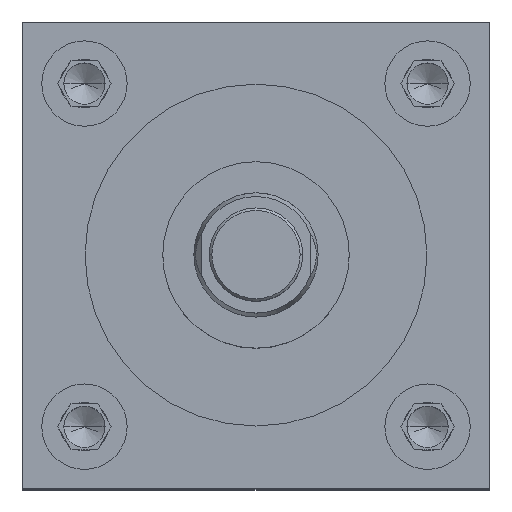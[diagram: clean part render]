
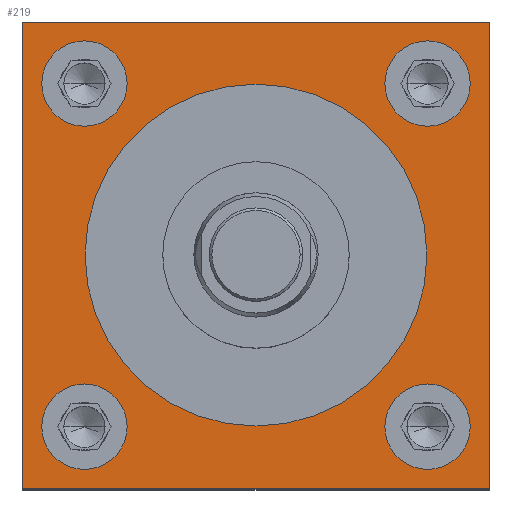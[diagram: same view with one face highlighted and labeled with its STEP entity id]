
A CAD part, top view. The second image highlights one B-rep face of the part: STEP entity #219.
In plain terms, the highlighted planar face has unit normal (0, 0, 1).
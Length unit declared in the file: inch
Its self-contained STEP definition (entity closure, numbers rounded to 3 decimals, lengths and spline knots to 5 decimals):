
#33 = CIRCLE ( 'NONE', #1832, 0.3435 ) ;
#45 = EDGE_CURVE ( 'NONE', #922, #2043, #1178, .T. ) ;
#46 = DIRECTION ( 'NONE',  ( 1., 0., 0. ) ) ;
#105 = ORIENTED_EDGE ( 'NONE', *, *, #5994, .F. ) ;
#126 = LINE ( 'NONE', #1915, #773 ) ;
#148 = AXIS2_PLACEMENT_3D ( 'NONE', #5694, #4748, #1357 ) ;
#149 = DIRECTION ( 'NONE',  ( 1., 0., 0. ) ) ;
#211 = EDGE_CURVE ( 'NONE', #2079, #3639, #4485, .T. ) ;
#219 = ADVANCED_FACE ( 'NONE', ( #6228, #5335, #6195, #1872, #1927, #2406 ), #3793, .F. ) ;
#231 = VERTEX_POINT ( 'NONE', #3823 ) ;
#236 = CARTESIAN_POINT ( 'NONE',  ( 1.38, -1.38, 8.25 ) ) ;
#242 = EDGE_CURVE ( 'NONE', #2137, #5341, #3284, .T. ) ;
#280 = VECTOR ( 'NONE', #692, 39.37008 ) ;
#359 = VERTEX_POINT ( 'NONE', #4496 ) ;
#360 = CIRCLE ( 'NONE', #4488, 0.3435 ) ;
#377 = ORIENTED_EDGE ( 'NONE', *, *, #3715, .T. ) ;
#537 = DIRECTION ( 'NONE',  ( 0., 1., 0. ) ) ;
#545 = CIRCLE ( 'NONE', #148, 0.3435 ) ;
#547 = DIRECTION ( 'NONE',  ( 0., 0., -1. ) ) ;
#692 = DIRECTION ( 'NONE',  ( -1., 0., 0. ) ) ;
#773 = VECTOR ( 'NONE', #537, 39.37008 ) ;
#873 = DIRECTION ( 'NONE',  ( 0., 0., 1. ) ) ;
#912 = DIRECTION ( 'NONE',  ( 0., 0., 1. ) ) ;
#922 = VERTEX_POINT ( 'NONE', #6168 ) ;
#954 = CIRCLE ( 'NONE', #4503, 0.3435 ) ;
#1018 = VECTOR ( 'NONE', #1262, 39.37008 ) ;
#1022 = CARTESIAN_POINT ( 'NONE',  ( 0., 0., 8.25 ) ) ;
#1077 = EDGE_LOOP ( 'NONE', ( #6143, #5164 ) ) ;
#1178 = LINE ( 'NONE', #4523, #280 ) ;
#1185 = DIRECTION ( 'NONE',  ( 1., 0., 0. ) ) ;
#1262 = DIRECTION ( 'NONE',  ( 1., 0., 0. ) ) ;
#1306 = DIRECTION ( 'NONE',  ( 1., 0., 0. ) ) ;
#1357 = DIRECTION ( 'NONE',  ( 1., 0., 0. ) ) ;
#1361 = EDGE_LOOP ( 'NONE', ( #3675, #2883 ) ) ;
#1369 = CARTESIAN_POINT ( 'NONE',  ( -1.875, -1.875, 8.25 ) ) ;
#1422 = ORIENTED_EDGE ( 'NONE', *, *, #5336, .F. ) ;
#1457 = AXIS2_PLACEMENT_3D ( 'NONE', #5812, #912, #4365 ) ;
#1513 = EDGE_LOOP ( 'NONE', ( #3875, #1422 ) ) ;
#1558 = EDGE_CURVE ( 'NONE', #231, #3376, #33, .T. ) ;
#1832 = AXIS2_PLACEMENT_3D ( 'NONE', #4456, #4501, #149 ) ;
#1852 = AXIS2_PLACEMENT_3D ( 'NONE', #4872, #547, #1900 ) ;
#1872 = FACE_BOUND ( 'NONE', #1513, .T. ) ;
#1886 = ORIENTED_EDGE ( 'NONE', *, *, #5049, .F. ) ;
#1900 = DIRECTION ( 'NONE',  ( -1., 0., 0. ) ) ;
#1915 = CARTESIAN_POINT ( 'NONE',  ( 1.875, -1.875, 8.25 ) ) ;
#1927 = FACE_BOUND ( 'NONE', #3801, .T. ) ;
#1935 = CIRCLE ( 'NONE', #4567, 1.375 ) ;
#1947 = VERTEX_POINT ( 'NONE', #4665 ) ;
#2043 = VERTEX_POINT ( 'NONE', #6218 ) ;
#2079 = VERTEX_POINT ( 'NONE', #2892 ) ;
#2112 = ORIENTED_EDGE ( 'NONE', *, *, #3953, .T. ) ;
#2137 = VERTEX_POINT ( 'NONE', #3811 ) ;
#2242 = CARTESIAN_POINT ( 'NONE',  ( 0., 0., 8.25 ) ) ;
#2341 = DIRECTION ( 'NONE',  ( 0., 0., 1. ) ) ;
#2380 = CARTESIAN_POINT ( 'NONE',  ( -1.38, 1.38, 8.25 ) ) ;
#2405 = CARTESIAN_POINT ( 'NONE',  ( 1.7235, 1.38, 8.25 ) ) ;
#2406 = FACE_OUTER_BOUND ( 'NONE', #4409, .T. ) ;
#2461 = AXIS2_PLACEMENT_3D ( 'NONE', #2380, #2341, #3895 ) ;
#2561 = CIRCLE ( 'NONE', #2867, 0.3435 ) ;
#2592 = DIRECTION ( 'NONE',  ( 1., 0., 0. ) ) ;
#2843 = CARTESIAN_POINT ( 'NONE',  ( 1.38, 1.38, 8.25 ) ) ;
#2867 = AXIS2_PLACEMENT_3D ( 'NONE', #2843, #3695, #1306 ) ;
#2883 = ORIENTED_EDGE ( 'NONE', *, *, #5594, .F. ) ;
#2892 = CARTESIAN_POINT ( 'NONE',  ( -1.0365, 1.38, 8.25 ) ) ;
#3147 = EDGE_LOOP ( 'NONE', ( #4568, #1886 ) ) ;
#3229 = EDGE_CURVE ( 'NONE', #1947, #6108, #1935, .T. ) ;
#3257 = VECTOR ( 'NONE', #5782, 39.37008 ) ;
#3262 = LINE ( 'NONE', #5750, #3257 ) ;
#3284 = CIRCLE ( 'NONE', #1457, 0.3435 ) ;
#3351 = CARTESIAN_POINT ( 'NONE',  ( -1.375, 0., 8.25 ) ) ;
#3376 = VERTEX_POINT ( 'NONE', #4487 ) ;
#3476 = AXIS2_PLACEMENT_3D ( 'NONE', #236, #4522, #2592 ) ;
#3573 = EDGE_CURVE ( 'NONE', #359, #3981, #4760, .T. ) ;
#3639 = VERTEX_POINT ( 'NONE', #5636 ) ;
#3675 = ORIENTED_EDGE ( 'NONE', *, *, #4871, .F. ) ;
#3683 = ORIENTED_EDGE ( 'NONE', *, *, #3573, .T. ) ;
#3695 = DIRECTION ( 'NONE',  ( 0., 0., 1. ) ) ;
#3715 = EDGE_CURVE ( 'NONE', #3981, #922, #126, .T. ) ;
#3777 = ORIENTED_EDGE ( 'NONE', *, *, #3229, .F. ) ;
#3793 = PLANE ( 'NONE',  #1852 ) ;
#3801 = EDGE_LOOP ( 'NONE', ( #3777, #105 ) ) ;
#3811 = CARTESIAN_POINT ( 'NONE',  ( 1.7235, -1.38, 8.25 ) ) ;
#3823 = CARTESIAN_POINT ( 'NONE',  ( -1.7235, -1.38, 8.25 ) ) ;
#3862 = DIRECTION ( 'NONE',  ( 0., 0., 1. ) ) ;
#3875 = ORIENTED_EDGE ( 'NONE', *, *, #211, .F. ) ;
#3895 = DIRECTION ( 'NONE',  ( 1., 0., 0. ) ) ;
#3953 = EDGE_CURVE ( 'NONE', #2043, #359, #3262, .T. ) ;
#3981 = VERTEX_POINT ( 'NONE', #4281 ) ;
#4045 = EDGE_CURVE ( 'NONE', #3376, #231, #545, .T. ) ;
#4281 = CARTESIAN_POINT ( 'NONE',  ( 1.875, -1.875, 8.25 ) ) ;
#4322 = ORIENTED_EDGE ( 'NONE', *, *, #45, .T. ) ;
#4365 = DIRECTION ( 'NONE',  ( 1., 0., 0. ) ) ;
#4386 = DIRECTION ( 'NONE',  ( 0., 0., 1. ) ) ;
#4409 = EDGE_LOOP ( 'NONE', ( #2112, #3683, #377, #4322 ) ) ;
#4437 = DIRECTION ( 'NONE',  ( 1., 0., 0. ) ) ;
#4456 = CARTESIAN_POINT ( 'NONE',  ( -1.38, -1.38, 8.25 ) ) ;
#4485 = CIRCLE ( 'NONE', #2461, 0.3435 ) ;
#4487 = CARTESIAN_POINT ( 'NONE',  ( -1.0365, -1.38, 8.25 ) ) ;
#4488 = AXIS2_PLACEMENT_3D ( 'NONE', #4731, #873, #4437 ) ;
#4496 = CARTESIAN_POINT ( 'NONE',  ( -1.875, -1.875, 8.25 ) ) ;
#4501 = DIRECTION ( 'NONE',  ( 0., 0., 1. ) ) ;
#4503 = AXIS2_PLACEMENT_3D ( 'NONE', #5249, #3862, #4787 ) ;
#4522 = DIRECTION ( 'NONE',  ( 0., 0., 1. ) ) ;
#4523 = CARTESIAN_POINT ( 'NONE',  ( -1.875, 1.875, 8.25 ) ) ;
#4568 = ORIENTED_EDGE ( 'NONE', *, *, #242, .F. ) ;
#4567 = AXIS2_PLACEMENT_3D ( 'NONE', #1022, #4386, #46 ) ;
#4644 = CARTESIAN_POINT ( 'NONE',  ( 1.0365, 1.38, 8.25 ) ) ;
#4665 = CARTESIAN_POINT ( 'NONE',  ( 1.375, 0., 8.25 ) ) ;
#4731 = CARTESIAN_POINT ( 'NONE',  ( -1.38, 1.38, 8.25 ) ) ;
#4748 = DIRECTION ( 'NONE',  ( 0., 0., 1. ) ) ;
#4760 = LINE ( 'NONE', #1369, #1018 ) ;
#4787 = DIRECTION ( 'NONE',  ( 1., 0., 0. ) ) ;
#4871 = EDGE_CURVE ( 'NONE', #6081, #5903, #2561, .T. ) ;
#4872 = CARTESIAN_POINT ( 'NONE',  ( -1.875, 1.875, 8.25 ) ) ;
#5049 = EDGE_CURVE ( 'NONE', #5341, #2137, #5696, .T. ) ;
#5072 = AXIS2_PLACEMENT_3D ( 'NONE', #2242, #5531, #1185 ) ;
#5164 = ORIENTED_EDGE ( 'NONE', *, *, #1558, .F. ) ;
#5168 = CIRCLE ( 'NONE', #5072, 1.375 ) ;
#5249 = CARTESIAN_POINT ( 'NONE',  ( 1.38, 1.38, 8.25 ) ) ;
#5335 = FACE_BOUND ( 'NONE', #1361, .T. ) ;
#5336 = EDGE_CURVE ( 'NONE', #3639, #2079, #360, .T. ) ;
#5341 = VERTEX_POINT ( 'NONE', #5959 ) ;
#5531 = DIRECTION ( 'NONE',  ( 0., 0., 1. ) ) ;
#5594 = EDGE_CURVE ( 'NONE', #5903, #6081, #954, .T. ) ;
#5636 = CARTESIAN_POINT ( 'NONE',  ( -1.7235, 1.38, 8.25 ) ) ;
#5694 = CARTESIAN_POINT ( 'NONE',  ( -1.38, -1.38, 8.25 ) ) ;
#5696 = CIRCLE ( 'NONE', #3476, 0.3435 ) ;
#5750 = CARTESIAN_POINT ( 'NONE',  ( -1.875, -1.875, 8.25 ) ) ;
#5782 = DIRECTION ( 'NONE',  ( 0., -1., 0. ) ) ;
#5812 = CARTESIAN_POINT ( 'NONE',  ( 1.38, -1.38, 8.25 ) ) ;
#5903 = VERTEX_POINT ( 'NONE', #4644 ) ;
#5959 = CARTESIAN_POINT ( 'NONE',  ( 1.0365, -1.38, 8.25 ) ) ;
#5994 = EDGE_CURVE ( 'NONE', #6108, #1947, #5168, .T. ) ;
#6081 = VERTEX_POINT ( 'NONE', #2405 ) ;
#6108 = VERTEX_POINT ( 'NONE', #3351 ) ;
#6143 = ORIENTED_EDGE ( 'NONE', *, *, #4045, .F. ) ;
#6168 = CARTESIAN_POINT ( 'NONE',  ( 1.875, 1.875, 8.25 ) ) ;
#6195 = FACE_BOUND ( 'NONE', #1077, .T. ) ;
#6218 = CARTESIAN_POINT ( 'NONE',  ( -1.875, 1.875, 8.25 ) ) ;
#6228 = FACE_BOUND ( 'NONE', #3147, .T. ) ;
